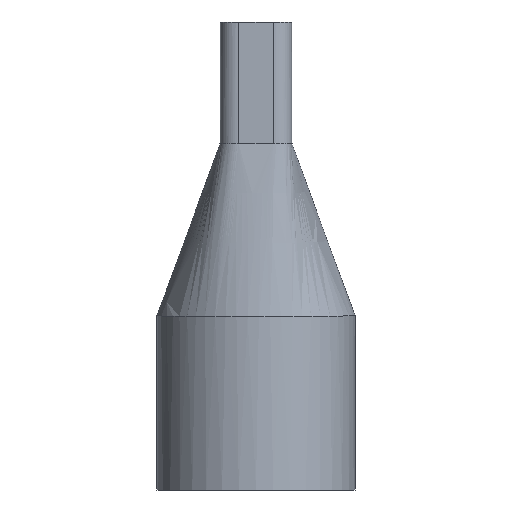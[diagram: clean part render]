
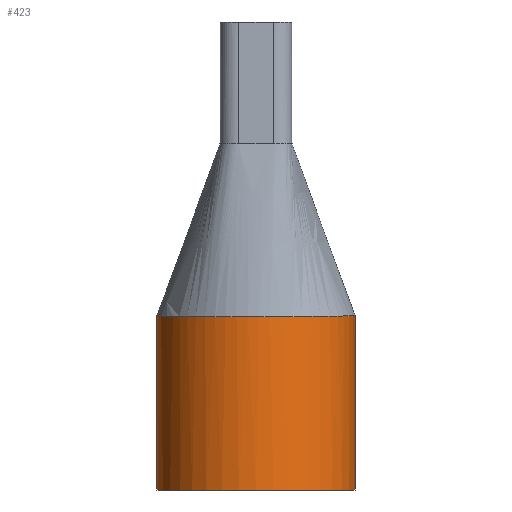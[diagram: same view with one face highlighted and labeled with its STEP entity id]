
A CAD part, front view. The second image highlights one B-rep face of the part: STEP entity #423.
In plain terms, the highlighted cylindrical face has radius 17.2 mm (diameter 34.4 mm), a full revolution.
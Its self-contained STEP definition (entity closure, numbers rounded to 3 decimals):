
#24=B_SPLINE_CURVE_WITH_KNOTS('',3,(#1556,#1557,#1558,#1559,#1560,#1561,
#1562,#1563),.UNSPECIFIED.,.F.,.F.,(4,2,2,4),(0.,0.672,1.344,
1.911),.UNSPECIFIED.);
#25=B_SPLINE_CURVE_WITH_KNOTS('',3,(#1564,#1565,#1566,#1567,#1568,#1569,
#1570,#1571,#1572,#1573,#1574,#1575,#1576,#1577,#1578,#1579,#1580,#1581,
#1582,#1583,#1584,#1585,#1586,#1587,#1588,#1589,#1590,#1591,#1592,#1593,
#1594,#1595,#1596,#1597,#1598,#1599,#1600,#1601,#1602,#1603),
 .UNSPECIFIED.,.F.,.F.,(4,2,2,2,2,2,2,2,2,2,2,2,2,2,2,2,2,2,2,4),(1.911,
2.015,2.688,3.023,3.696,3.827,
4.09,4.762,5.097,5.624,6.296,
6.967,7.639,8.312,8.984,9.248,
9.511,10.183,10.511,10.838),
 .UNSPECIFIED.);
#39=CYLINDRICAL_SURFACE('',#473,17.2);
#51=CIRCLE('',#474,17.2);
#73=FACE_OUTER_BOUND('',#96,.T.);
#96=EDGE_LOOP('',(#384,#385,#386,#387,#388));
#135=LINE('',#1745,#168);
#168=VECTOR('',#580,16.);
#203=VERTEX_POINT('',#1554);
#204=VERTEX_POINT('',#1555);
#207=VERTEX_POINT('',#1744);
#259=EDGE_CURVE('',#203,#204,#24,.T.);
#260=EDGE_CURVE('',#204,#203,#25,.T.);
#267=EDGE_CURVE('',#204,#207,#135,.T.);
#268=EDGE_CURVE('',#207,#207,#51,.F.);
#384=ORIENTED_EDGE('',*,*,#259,.F.);
#385=ORIENTED_EDGE('',*,*,#260,.F.);
#386=ORIENTED_EDGE('',*,*,#267,.T.);
#387=ORIENTED_EDGE('',*,*,#268,.T.);
#388=ORIENTED_EDGE('',*,*,#267,.F.);
#423=ADVANCED_FACE('',(#73),#39,.T.);
#473=AXIS2_PLACEMENT_3D('',#1743,#578,#579);
#474=AXIS2_PLACEMENT_3D('',#1746,#581,#582);
#578=DIRECTION('center_axis',(0.,0.,1.));
#579=DIRECTION('ref_axis',(1.,0.,0.));
#580=DIRECTION('',(0.,0.,-1.));
#581=DIRECTION('center_axis',(0.,0.,-1.));
#582=DIRECTION('ref_axis',(1.,0.,0.));
#1554=CARTESIAN_POINT('',(-7.69,15.385,30.096));
#1555=CARTESIAN_POINT('',(-17.2,0.,30.213));
#1556=CARTESIAN_POINT('Ctrl Pts',(-7.69,15.385,30.096));
#1557=CARTESIAN_POINT('Ctrl Pts',(-9.694,14.384,30.119));
#1558=CARTESIAN_POINT('Ctrl Pts',(-11.482,13.001,30.143));
#1559=CARTESIAN_POINT('Ctrl Pts',(-14.427,9.628,30.182));
#1560=CARTESIAN_POINT('Ctrl Pts',(-15.557,7.671,30.198));
#1561=CARTESIAN_POINT('Ctrl Pts',(-16.89,3.763,30.213));
#1562=CARTESIAN_POINT('Ctrl Pts',(-17.2,1.886,30.216));
#1563=CARTESIAN_POINT('Ctrl Pts',(-17.2,0.,30.213));
#1564=CARTESIAN_POINT('Ctrl Pts',(-17.2,0.,30.213));
#1565=CARTESIAN_POINT('Ctrl Pts',(-17.2,-0.347,
30.213));
#1566=CARTESIAN_POINT('Ctrl Pts',(-17.19,-0.694,
30.212));
#1567=CARTESIAN_POINT('Ctrl Pts',(-17.033,-3.278,30.205));
#1568=CARTESIAN_POINT('Ctrl Pts',(-16.461,-5.467,30.193));
#1569=CARTESIAN_POINT('Ctrl Pts',(-15.,-8.491,30.164));
#1570=CARTESIAN_POINT('Ctrl Pts',(-14.417,-9.447,30.154));
#1571=CARTESIAN_POINT('Ctrl Pts',(-12.399,-12.129,30.118));
#1572=CARTESIAN_POINT('Ctrl Pts',(-10.717,-13.638,30.084));
#1573=CARTESIAN_POINT('Ctrl Pts',(-8.415,-15.007,30.076));
#1574=CARTESIAN_POINT('Ctrl Pts',(-8.03,-15.217,30.075));
#1575=CARTESIAN_POINT('Ctrl Pts',(-6.852,-15.801,30.076));
#1576=CARTESIAN_POINT('Ctrl Pts',(-6.038,-16.129,30.079));
#1577=CARTESIAN_POINT('Ctrl Pts',(-3.067,-17.072,30.083));
#1578=CARTESIAN_POINT('Ctrl Pts',(-0.82,-17.326,
30.082));
#1579=CARTESIAN_POINT('Ctrl Pts',(2.525,-17.05,30.074));
#1580=CARTESIAN_POINT('Ctrl Pts',(3.626,-16.851,30.07));
#1581=CARTESIAN_POINT('Ctrl Pts',(6.39,-16.065,30.078));
#1582=CARTESIAN_POINT('Ctrl Pts',(7.996,-15.329,30.099));
#1583=CARTESIAN_POINT('Ctrl Pts',(11.332,-13.132,30.141));
#1584=CARTESIAN_POINT('Ctrl Pts',(12.943,-11.547,30.163));
#1585=CARTESIAN_POINT('Ctrl Pts',(15.467,-7.849,30.196));
#1586=CARTESIAN_POINT('Ctrl Pts',(16.356,-5.772,30.208));
#1587=CARTESIAN_POINT('Ctrl Pts',(17.289,-1.392,30.217));
#1588=CARTESIAN_POINT('Ctrl Pts',(17.323,0.868,30.214));
#1589=CARTESIAN_POINT('Ctrl Pts',(16.523,5.277,30.194));
#1590=CARTESIAN_POINT('Ctrl Pts',(15.696,7.383,30.177));
#1591=CARTESIAN_POINT('Ctrl Pts',(13.28,11.158,30.133));
#1592=CARTESIAN_POINT('Ctrl Pts',(11.716,12.791,30.099));
#1593=CARTESIAN_POINT('Ctrl Pts',(9.165,14.581,30.078));
#1594=CARTESIAN_POINT('Ctrl Pts',(8.41,15.029,30.075));
#1595=CARTESIAN_POINT('Ctrl Pts',(6.839,15.806,30.076));
#1596=CARTESIAN_POINT('Ctrl Pts',(6.024,16.134,30.079));
#1597=CARTESIAN_POINT('Ctrl Pts',(3.052,17.075,30.083));
#1598=CARTESIAN_POINT('Ctrl Pts',(0.805,17.327,30.082));
#1599=CARTESIAN_POINT('Ctrl Pts',(-2.514,17.05,30.074));
#1600=CARTESIAN_POINT('Ctrl Pts',(-3.591,16.856,30.07));
#1601=CARTESIAN_POINT('Ctrl Pts',(-5.693,16.267,30.076));
#1602=CARTESIAN_POINT('Ctrl Pts',(-6.714,15.873,30.084));
#1603=CARTESIAN_POINT('Ctrl Pts',(-7.69,15.385,30.096));
#1743=CARTESIAN_POINT('Origin',(0.,0.,0.));
#1744=CARTESIAN_POINT('',(-17.2,0.,0.));
#1745=CARTESIAN_POINT('',(-17.2,0.,0.));
#1746=CARTESIAN_POINT('Origin',(0.,0.,0.));
